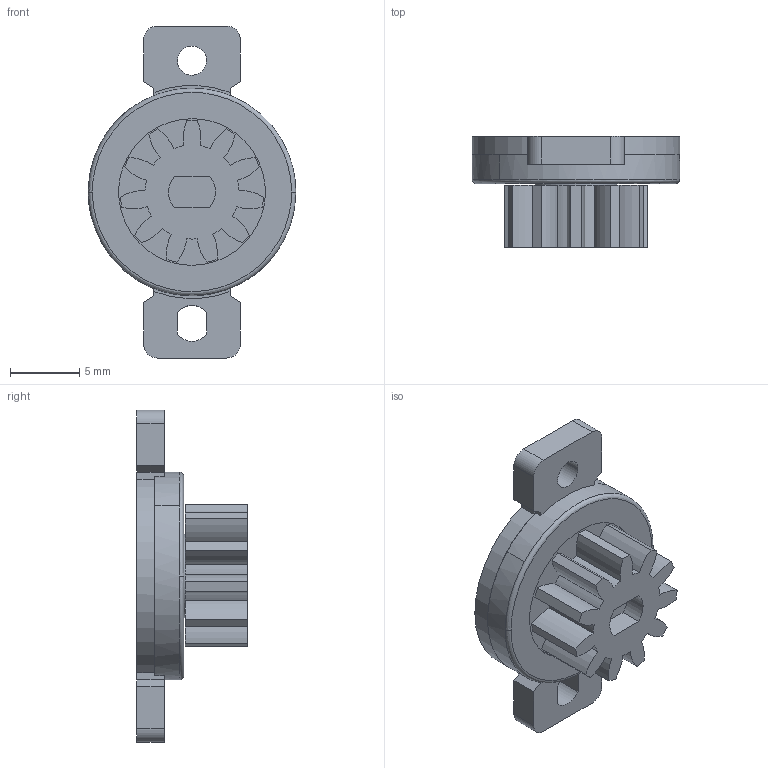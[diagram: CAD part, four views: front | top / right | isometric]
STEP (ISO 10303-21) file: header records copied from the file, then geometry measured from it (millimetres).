
FILE_DESCRIPTION((''),'2;1');
FILE_NAME('','2011-05-27T15:14:46',(''),(''),'','CADfix','');
FILE_SCHEMA(('AUTOMOTIVE_DESIGN { 1 0 10303 214 1 1 1 1 }'));
Length unit declared in the file: millimetre
Bounding box: 15 x 8 x 24 mm (x, y, z)
Volume: 949.3 mm3; surface area: 1245.5 mm2
Topology: 2 solids, 2 shells, 101 faces, 298 edges, 206 vertices
Faces by surface type: bspline 101
Entity records: 3367 total; most frequent: CARTESIAN_POINT 1736, ORIENTED_EDGE 596, EDGE_CURVE 298, VERTEX_POINT 206, QUASI_UNIFORM_CURVE 134, EDGE_LOOP 112, FACE_OUTER_BOUND 101, ADVANCED_FACE 101
